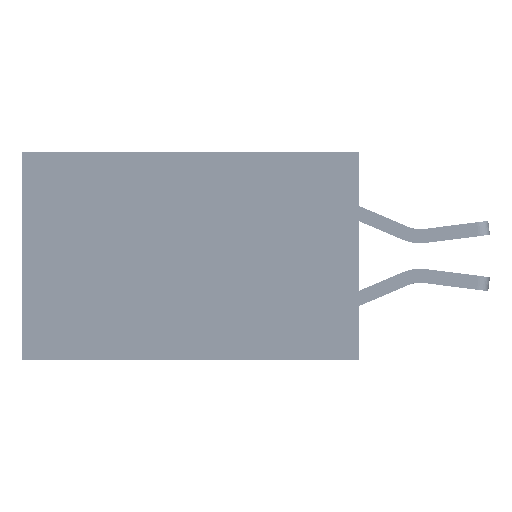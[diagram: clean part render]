
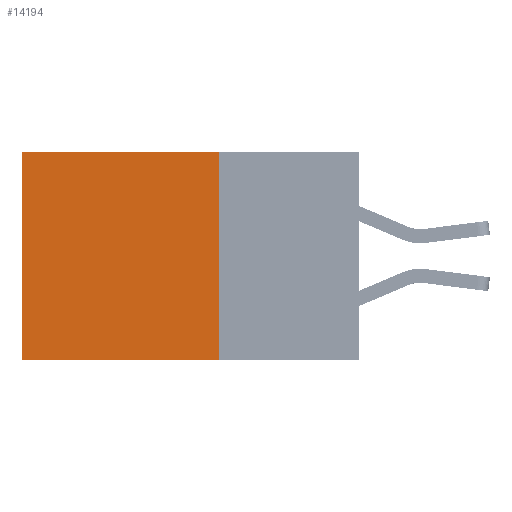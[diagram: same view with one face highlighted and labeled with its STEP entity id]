
A CAD part, left-side view. The second image highlights one B-rep face of the part: STEP entity #14194.
In plain terms, the highlighted planar face has unit normal (-1, 0, 0).
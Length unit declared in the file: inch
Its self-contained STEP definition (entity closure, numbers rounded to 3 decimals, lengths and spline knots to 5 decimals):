
#221 = DIRECTION ( 'NONE',  ( 0., 1., 0. ) ) ;
#2105 = CARTESIAN_POINT ( 'NONE',  ( 0.2875, 0.25, 0. ) ) ;
#4656 = FACE_OUTER_BOUND ( 'NONE', #33021, .T. ) ;
#4738 = CARTESIAN_POINT ( 'NONE',  ( 0.2875, 0.6, 0. ) ) ;
#5500 = VERTEX_POINT ( 'NONE', #21001 ) ;
#8165 = VERTEX_POINT ( 'NONE', #19087 ) ;
#10200 = PLANE ( 'NONE',  #22236 ) ;
#14194 = ADVANCED_FACE ( 'NONE', ( #4656 ), #10200, .F. ) ;
#15552 = ORIENTED_EDGE ( 'NONE', *, *, #52863, .T. ) ;
#15728 = LINE ( 'NONE', #41501, #16351 ) ;
#16351 = VECTOR ( 'NONE', #221, 39.37008 ) ;
#18511 = VERTEX_POINT ( 'NONE', #4738 ) ;
#18863 = DIRECTION ( 'NONE',  ( 1., 0., 0. ) ) ;
#19087 = CARTESIAN_POINT ( 'NONE',  ( 0.2875, 0.25, 0. ) ) ;
#19136 = VECTOR ( 'NONE', #49028, 39.37008 ) ;
#20200 = CARTESIAN_POINT ( 'NONE',  ( 0.2875, 0.25, 0. ) ) ;
#21001 = CARTESIAN_POINT ( 'NONE',  ( 0.2875, 0.25, -0.37 ) ) ;
#22236 = AXIS2_PLACEMENT_3D ( 'NONE', #2105, #18863, #22829 ) ;
#22498 = CARTESIAN_POINT ( 'NONE',  ( 0.2875, 0.25, 0. ) ) ;
#22587 = CARTESIAN_POINT ( 'NONE',  ( 0.2875, 0.6, -0.37 ) ) ;
#22829 = DIRECTION ( 'NONE',  ( 0., 0., -1. ) ) ;
#23063 = VERTEX_POINT ( 'NONE', #22587 ) ;
#23673 = VECTOR ( 'NONE', #50910, 39.37008 ) ;
#26020 = EDGE_CURVE ( 'NONE', #5500, #23063, #15728, .T. ) ;
#27155 = VECTOR ( 'NONE', #30285, 39.37008 ) ;
#30285 = DIRECTION ( 'NONE',  ( 0., 1., 0. ) ) ;
#32536 = EDGE_CURVE ( 'NONE', #8165, #5500, #43004, .T. ) ;
#32713 = LINE ( 'NONE', #42665, #23673 ) ;
#33021 = EDGE_LOOP ( 'NONE', ( #15552, #37224, #52796, #42610 ) ) ;
#34820 = LINE ( 'NONE', #22498, #27155 ) ;
#36496 = EDGE_CURVE ( 'NONE', #8165, #18511, #34820, .T. ) ;
#37224 = ORIENTED_EDGE ( 'NONE', *, *, #26020, .F. ) ;
#41501 = CARTESIAN_POINT ( 'NONE',  ( 0.2875, 0.25, -0.37 ) ) ;
#42610 = ORIENTED_EDGE ( 'NONE', *, *, #36496, .T. ) ;
#42665 = CARTESIAN_POINT ( 'NONE',  ( 0.2875, 0.6, 0. ) ) ;
#43004 = LINE ( 'NONE', #20200, #19136 ) ;
#49028 = DIRECTION ( 'NONE',  ( 0., 0., -1. ) ) ;
#50910 = DIRECTION ( 'NONE',  ( 0., 0., -1. ) ) ;
#52796 = ORIENTED_EDGE ( 'NONE', *, *, #32536, .F. ) ;
#52863 = EDGE_CURVE ( 'NONE', #18511, #23063, #32713, .T. ) ;
